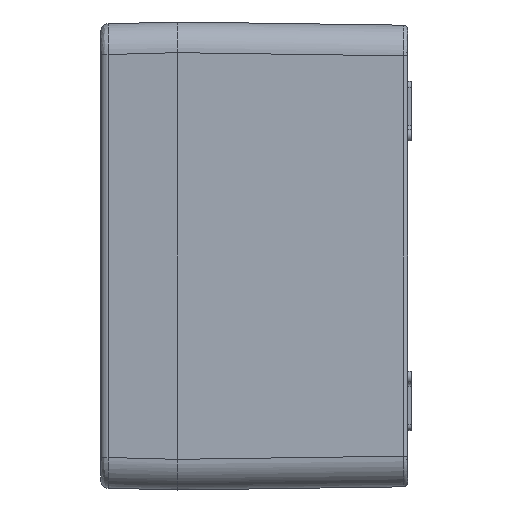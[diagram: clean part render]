
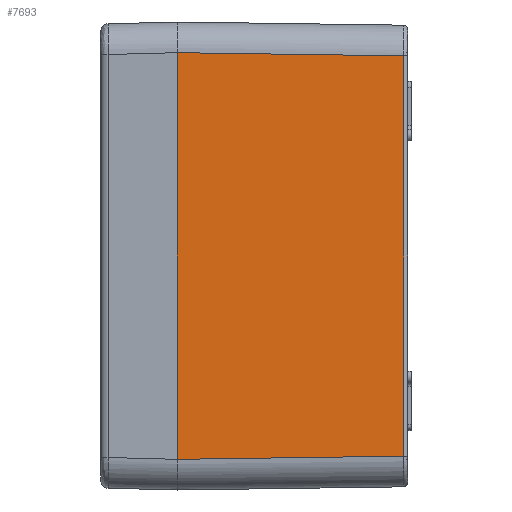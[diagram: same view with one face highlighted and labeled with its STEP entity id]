
A CAD part, left-side view. The second image highlights one B-rep face of the part: STEP entity #7693.
In plain terms, the highlighted planar face has unit normal (-1, -0.014, 0).
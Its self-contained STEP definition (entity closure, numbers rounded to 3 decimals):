
#815=CARTESIAN_POINT('',(-180.,60.,53.001));
#826=DIRECTION('',(0.,0.,1.));
#827=VECTOR('',#826,106.002);
#828=CARTESIAN_POINT('',(-180.,60.,-53.001));
#829=LINE('',#828,#827);
#839=CARTESIAN_POINT('',(-180.,60.,-53.001));
#3464=DIRECTION('',(0.,0.,-1.));
#3465=VECTOR('',#3464,104.353);
#3466=CARTESIAN_POINT('',(-179.176,0.986,
52.177));
#3467=LINE('',#3466,#3465);
#3471=DIRECTION('',(0.014,-1.,0.014));
#3472=VECTOR('',#3471,59.025);
#3473=CARTESIAN_POINT('',(-180.,60.,-53.001));
#3474=LINE('',#3473,#3472);
#3478=DIRECTION('',(0.014,-1.,-0.014));
#3479=VECTOR('',#3478,59.025);
#3480=CARTESIAN_POINT('',(-180.,60.,53.001));
#3481=LINE('',#3480,#3479);
#3494=CARTESIAN_POINT('',(-179.176,0.986,
52.177));
#4046=VERTEX_POINT('',#815);
#4049=VERTEX_POINT('',#839);
#4061=VERTEX_POINT('',#3494);
#4064=CARTESIAN_POINT('',(-179.176,0.986,
-52.177));
#4065=VERTEX_POINT('',#4064);
#7681=CARTESIAN_POINT('',(-180.,60.,-67.017));
#7682=DIRECTION('',(-1.,-0.014,0.));
#7683=DIRECTION('',(0.,0.,1.));
#7684=AXIS2_PLACEMENT_3D('',#7681,#7682,#7683);
#7685=PLANE('',#7684);
#7686=ORIENTED_EDGE('',*,*,#7496,.T.);
#7687=ORIENTED_EDGE('',*,*,#7676,.F.);
#7688=ORIENTED_EDGE('',*,*,#4885,.T.);
#7690=ORIENTED_EDGE('',*,*,#7689,.T.);
#7691=EDGE_LOOP('',(#7686,#7687,#7688,#7690));
#7692=FACE_OUTER_BOUND('',#7691,.F.);
#7693=ADVANCED_FACE('',(#7692),#7685,.T.);
#4885=EDGE_CURVE('',#4049,#4046,#829,.T.);
#7496=EDGE_CURVE('',#4061,#4065,#3467,.T.);
#7676=EDGE_CURVE('',#4049,#4065,#3474,.T.);
#7689=EDGE_CURVE('',#4046,#4061,#3481,.T.);
